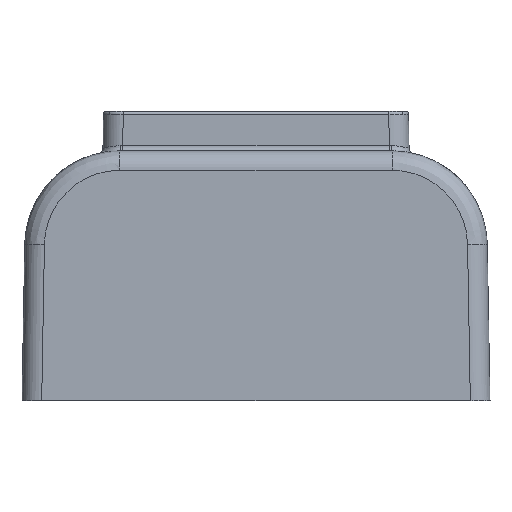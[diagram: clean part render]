
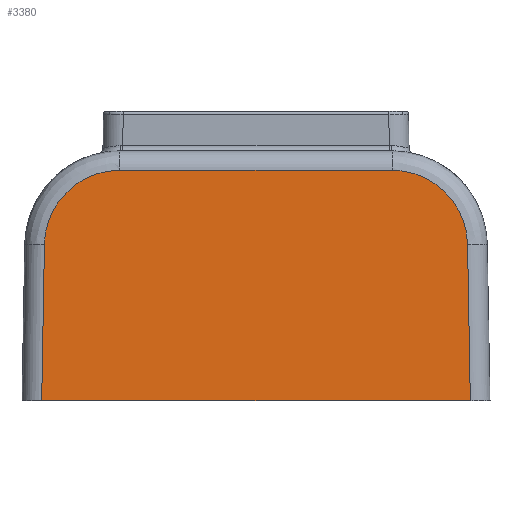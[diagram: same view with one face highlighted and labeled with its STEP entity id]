
A CAD part, left-side view. The second image highlights one B-rep face of the part: STEP entity #3380.
In plain terms, the highlighted planar face has unit normal (-1, 0, 0.018).
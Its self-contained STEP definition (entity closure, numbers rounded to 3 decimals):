
#162 = CARTESIAN_POINT ( 'NONE',  ( -20.026, -27.355, 16.052 ) ) ;
#185 = PLANE ( 'NONE',  #2261 ) ;
#209 = DIRECTION ( 'NONE',  ( -1., 0., 0.017 ) ) ;
#240 = CARTESIAN_POINT ( 'NONE',  ( -20.638, -32.625, -19.052 ) ) ;
#260 = VECTOR ( 'NONE', #9045, 1000. ) ;
#887 = CARTESIAN_POINT ( 'NONE',  ( -20.107, -32.093, 11.396 ) ) ;
#916 = CARTESIAN_POINT ( 'NONE',  ( -20.026, -20.711, 16.052 ) ) ;
#1487 = EDGE_CURVE ( 'NONE', #7176, #3976, #6464, .T. ) ;
#1521 = CARTESIAN_POINT ( 'NONE',  ( -20.223, 32.209, 4.753 ) ) ;
#1639 = ORIENTED_EDGE ( 'NONE', *, *, #4492, .T. ) ;
#2044 = LINE ( 'NONE', #6741, #260 ) ;
#2157 = CARTESIAN_POINT ( 'NONE',  ( -20.026, 20.711, 16.052 ) ) ;
#2201 = VERTEX_POINT ( 'NONE', #2532 ) ;
#2261 = AXIS2_PLACEMENT_3D ( 'NONE', #7925, #209, #5599 ) ;
#2340 = CARTESIAN_POINT ( 'NONE',  ( -20.223, -32.209, 4.753 ) ) ;
#2532 = CARTESIAN_POINT ( 'NONE',  ( -20.223, 32.209, 4.753 ) ) ;
#2546 = DIRECTION ( 'NONE',  ( 0.017, 0.017, 1. ) ) ;
#2708 = FACE_OUTER_BOUND ( 'NONE', #7799, .T. ) ;
#2892 = VERTEX_POINT ( 'NONE', #6577 ) ;
#3380 = ADVANCED_FACE ( 'NONE', ( #2708 ), #185, .T. ) ;
#3838 = CARTESIAN_POINT ( 'NONE',  ( -20.026, 27.355, 16.052 ) ) ;
#3976 = VERTEX_POINT ( 'NONE', #2157 ) ;
#3997 =( BOUNDED_CURVE ( )  B_SPLINE_CURVE ( 3, ( #9262, #3838, #6173, #1521 ),
 .UNSPECIFIED., .F., .T. ) 
 B_SPLINE_CURVE_WITH_KNOTS ( ( 4, 4 ),
 ( 0., 1.553 ),
 .UNSPECIFIED. ) 
 CURVE ( )  GEOMETRIC_REPRESENTATION_ITEM ( )  RATIONAL_B_SPLINE_CURVE ( ( 1., 0.809, 0.809, 1. ) ) 
 REPRESENTATION_ITEM ( '' )  );
#4118 = CARTESIAN_POINT ( 'NONE',  ( -20.026, -20.711, 16.052 ) ) ;
#4492 = EDGE_CURVE ( 'NONE', #10054, #7176, #6560, .T. ) ;
#4899 = CARTESIAN_POINT ( 'NONE',  ( -20.637, -35.624, -19. ) ) ;
#5043 = ORIENTED_EDGE ( 'NONE', *, *, #5219, .T. ) ;
#5113 = CARTESIAN_POINT ( 'NONE',  ( -20.637, 32.624, -19. ) ) ;
#5219 = EDGE_CURVE ( 'NONE', #2201, #8500, #2044, .T. ) ;
#5290 = ORIENTED_EDGE ( 'NONE', *, *, #1487, .T. ) ;
#5467 = VECTOR ( 'NONE', #2546, 1000. ) ;
#5546 = CARTESIAN_POINT ( 'NONE',  ( -20.223, -32.209, 4.753 ) ) ;
#5599 = DIRECTION ( 'NONE',  ( 0.017, 0., 1. ) ) ;
#5807 = DIRECTION ( 'NONE',  ( 0., -1., 0. ) ) ;
#6023 = VECTOR ( 'NONE', #5807, 1000. ) ;
#6098 = EDGE_CURVE ( 'NONE', #8500, #2892, #9942, .T. ) ;
#6173 = CARTESIAN_POINT ( 'NONE',  ( -20.107, 32.093, 11.396 ) ) ;
#6212 = VECTOR ( 'NONE', #8711, 1000. ) ;
#6258 = ORIENTED_EDGE ( 'NONE', *, *, #6098, .T. ) ;
#6464 = LINE ( 'NONE', #6908, #6212 ) ;
#6560 =( BOUNDED_CURVE ( )  B_SPLINE_CURVE ( 3, ( #5546, #887, #162, #916 ),
 .UNSPECIFIED., .F., .T. ) 
 B_SPLINE_CURVE_WITH_KNOTS ( ( 4, 4 ),
 ( 1.588, 3.142 ),
 .UNSPECIFIED. ) 
 CURVE ( )  GEOMETRIC_REPRESENTATION_ITEM ( )  RATIONAL_B_SPLINE_CURVE ( ( 1., 0.809, 0.809, 1. ) ) 
 REPRESENTATION_ITEM ( '' )  );
#6577 = CARTESIAN_POINT ( 'NONE',  ( -20.637, -32.624, -19. ) ) ;
#6741 = CARTESIAN_POINT ( 'NONE',  ( -20.617, 32.603, -17.809 ) ) ;
#6908 = CARTESIAN_POINT ( 'NONE',  ( -20.026, -35.624, 16.052 ) ) ;
#7176 = VERTEX_POINT ( 'NONE', #4118 ) ;
#7484 = EDGE_CURVE ( 'NONE', #2892, #10054, #9598, .T. ) ;
#7799 = EDGE_LOOP ( 'NONE', ( #6258, #9924, #1639, #5290, #9181, #5043 ) ) ;
#7925 = CARTESIAN_POINT ( 'NONE',  ( -20.637, -35.624, -19. ) ) ;
#8500 = VERTEX_POINT ( 'NONE', #5113 ) ;
#8711 = DIRECTION ( 'NONE',  ( 0., 1., 0. ) ) ;
#9045 = DIRECTION ( 'NONE',  ( -0.017, 0.017, -1. ) ) ;
#9121 = EDGE_CURVE ( 'NONE', #3976, #2201, #3997, .T. ) ;
#9181 = ORIENTED_EDGE ( 'NONE', *, *, #9121, .T. ) ;
#9262 = CARTESIAN_POINT ( 'NONE',  ( -20.026, 20.711, 16.052 ) ) ;
#9598 = LINE ( 'NONE', #240, #5467 ) ;
#9924 = ORIENTED_EDGE ( 'NONE', *, *, #7484, .T. ) ;
#9942 = LINE ( 'NONE', #4899, #6023 ) ;
#10054 = VERTEX_POINT ( 'NONE', #2340 ) ;
